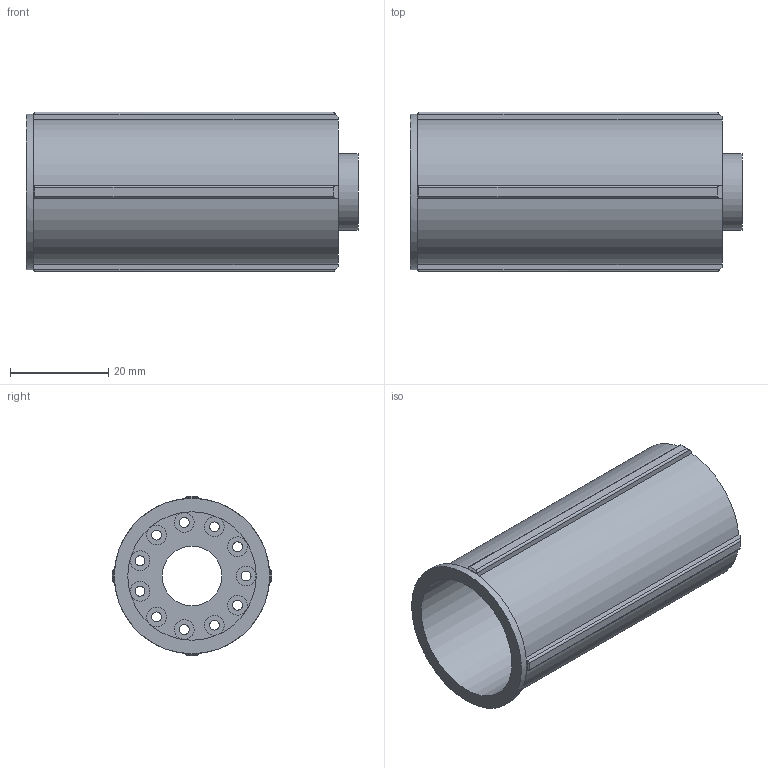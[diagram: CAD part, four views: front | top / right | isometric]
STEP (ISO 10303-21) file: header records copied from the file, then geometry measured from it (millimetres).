
FILE_DESCRIPTION(('FreeCAD Model'),'2;1');
FILE_NAME('Open CASCADE Shape Model','2024-05-14T11:42:58',('Author'),( ''),'Open CASCADE STEP processor 7.6','FreeCAD','Unknown');
FILE_SCHEMA(('AUTOMOTIVE_DESIGN { 1 0 10303 214 1 1 1 1 }'));
Length unit declared in the file: millimetre
Products named in the file (2): Minor-Shaft-Compressor-Section; Body047
Assembly tree (1 placements, depth 2):
  Minor-Shaft-Compressor-Section
    Body047
Bounding box: 67.5 x 32.49 x 32.49 mm (x, y, z)
Volume: 12110.1 mm3; surface area: 13539.3 mm2
Topology: 1 solids, 1 shells, 105 faces, 239 edges, 149 vertices
Faces by surface type: plane 59, cylinder 38, cone 8
Full cylindrical faces by diameter (mm): 2 x11, 4 x11, 12.1 x1, 15.6 x1, 26.1 x1, 31.6 x1
Entity records: 3038 total; most frequent: DIRECTION 558, CARTESIAN_POINT 495, ORIENTED_EDGE 478, EDGE_CURVE 239, AXIS2_PLACEMENT_3D 212, VERTEX_POINT 149, FACE_BOUND 142, EDGE_LOOP 142
